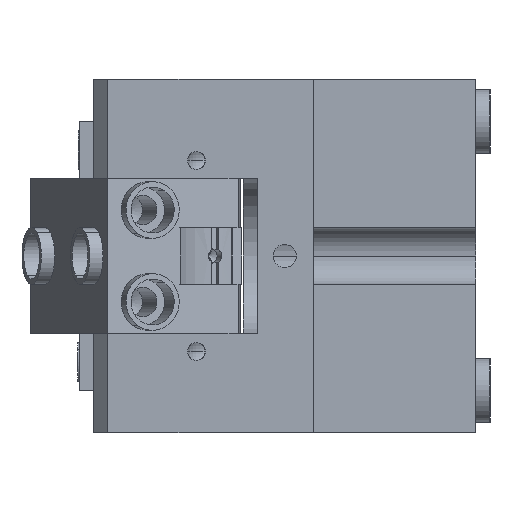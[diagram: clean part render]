
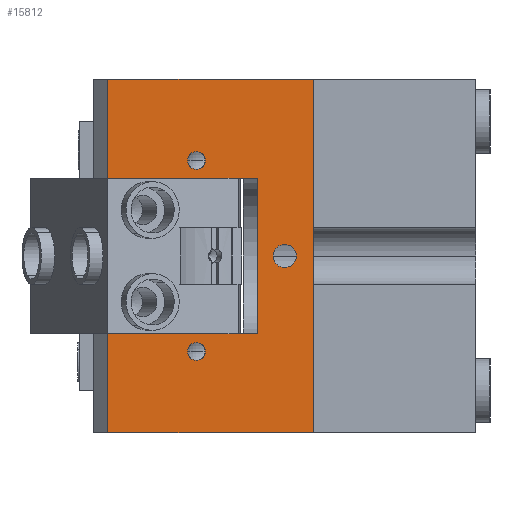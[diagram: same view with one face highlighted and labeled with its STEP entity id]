
A CAD part, left-side view. The second image highlights one B-rep face of the part: STEP entity #15812.
In plain terms, the highlighted planar face has unit normal (-1, 0, 0).
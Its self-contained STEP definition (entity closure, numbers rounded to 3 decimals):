
#407 = AXIS2_PLACEMENT_3D ( 'NONE', #2474, #2487, #2488 ) ;
#408 = AXIS2_PLACEMENT_3D ( 'NONE', #2470, #2484, #2485 ) ;
#409 = AXIS2_PLACEMENT_3D ( 'NONE', #2483, #2489, #2490 ) ;
#2140 = CARTESIAN_POINT ( 'NONE',  ( -45., 18., -25. ) ) ;
#2143 = DIRECTION ( 'NONE',  ( 0., -1., 0. ) ) ;
#2405 = CARTESIAN_POINT ( 'NONE',  ( -45., 47., -25. ) ) ;
#2406 = DIRECTION ( 'NONE',  ( 0., 0., 1. ) ) ;
#2455 = CARTESIAN_POINT ( 'NONE',  ( -45., 25.9, -11. ) ) ;
#2456 = DIRECTION ( 'NONE',  ( 0., 0., 1. ) ) ;
#2468 = CARTESIAN_POINT ( 'NONE',  ( -45., 18., -25. ) ) ;
#2469 = DIRECTION ( 'NONE',  ( 0., 0., 1. ) ) ;
#2470 = CARTESIAN_POINT ( 'NONE',  ( -45., 34.5, 13.5 ) ) ;
#2474 = CARTESIAN_POINT ( 'NONE',  ( -45., 22., 0. ) ) ;
#2479 = CARTESIAN_POINT ( 'NONE',  ( -45., 47., 11. ) ) ;
#2480 = DIRECTION ( 'NONE',  ( 0., -1., 0. ) ) ;
#2483 = CARTESIAN_POINT ( 'NONE',  ( -45., 34.5, -13.5 ) ) ;
#2484 = DIRECTION ( 'NONE',  ( -1., 0., 0. ) ) ;
#2485 = DIRECTION ( 'NONE',  ( 0., 0., 1. ) ) ;
#2486 = CARTESIAN_POINT ( 'NONE',  ( -45., 47., -25. ) ) ;
#2487 = DIRECTION ( 'NONE',  ( -1., 0., 0. ) ) ;
#2488 = DIRECTION ( 'NONE',  ( 0., 0., 1. ) ) ;
#2489 = DIRECTION ( 'NONE',  ( -1., 0., 0. ) ) ;
#2490 = DIRECTION ( 'NONE',  ( 0., 0., 1. ) ) ;
#2491 = CARTESIAN_POINT ( 'NONE',  ( -45., 47., -11. ) ) ;
#2492 = DIRECTION ( 'NONE',  ( 0., -1., 0. ) ) ;
#2493 = CARTESIAN_POINT ( 'NONE',  ( -45., 18., 25. ) ) ;
#2494 = DIRECTION ( 'NONE',  ( 0., -1., 0. ) ) ;
#2499 = DIRECTION ( 'NONE',  ( 0., 0., 1. ) ) ;
#3788 = PLANE ( 'NONE',  #3966 ) ;
#3791 = CARTESIAN_POINT ( 'NONE',  ( -45., 18., -25. ) ) ;
#3966 = AXIS2_PLACEMENT_3D ( 'NONE', #3791, #5091, #5092 ) ;
#4464 = CARTESIAN_POINT ( 'NONE',  ( -45., 22., -1.65 ) ) ;
#4517 = CARTESIAN_POINT ( 'NONE',  ( -45., 34.5, 14.75 ) ) ;
#4647 = CARTESIAN_POINT ( 'NONE',  ( -45., 34.5, -12.25 ) ) ;
#4927 = CARTESIAN_POINT ( 'NONE',  ( -45., 22., 1.65 ) ) ;
#5080 = CARTESIAN_POINT ( 'NONE',  ( -45., 34.5, 12.25 ) ) ;
#5091 = DIRECTION ( 'NONE',  ( -1., 0., 0. ) ) ;
#5092 = DIRECTION ( 'NONE',  ( 0., 0., 1. ) ) ;
#6955 = CARTESIAN_POINT ( 'NONE',  ( -45., 25.9, 11. ) ) ;
#6967 = CARTESIAN_POINT ( 'NONE',  ( -45., 47., 25. ) ) ;
#6988 = CARTESIAN_POINT ( 'NONE',  ( -45., 25.9, -11. ) ) ;
#6996 = CARTESIAN_POINT ( 'NONE',  ( -45., 18., 25. ) ) ;
#7015 = CARTESIAN_POINT ( 'NONE',  ( -45., 18., -25. ) ) ;
#7068 = CARTESIAN_POINT ( 'NONE',  ( -45., 47., -11. ) ) ;
#7105 = CARTESIAN_POINT ( 'NONE',  ( -45., 47., 11. ) ) ;
#7114 = CARTESIAN_POINT ( 'NONE',  ( -45., 47., -25. ) ) ;
#7488 = CARTESIAN_POINT ( 'NONE',  ( -45., 34.5, -14.75 ) ) ;
#7627 = EDGE_LOOP ( 'NONE', ( #11630, #11645 ) ) ;
#8027 = EDGE_LOOP ( 'NONE', ( #11553, #11576, #11575, #11632, #11703, #11727, #11260, #11653 ) ) ;
#8083 = EDGE_LOOP ( 'NONE', ( #11667, #11476 ) ) ;
#8117 = EDGE_LOOP ( 'NONE', ( #11543, #11460 ) ) ;
#8516 = FACE_BOUND ( 'NONE', #8083, .T. ) ;
#8535 = FACE_BOUND ( 'NONE', #7627, .T. ) ;
#8539 = FACE_BOUND ( 'NONE', #8117, .T. ) ;
#8541 = FACE_OUTER_BOUND ( 'NONE', #8027, .T. ) ;
#10074 = CIRCLE ( 'NONE', #16327, 1.25 ) ;
#10185 = CIRCLE ( 'NONE', #16356, 1.65 ) ;
#10229 = CIRCLE ( 'NONE', #16367, 1.25 ) ;
#11260 = ORIENTED_EDGE ( 'NONE', *, *, #15484, .F. ) ;
#11460 = ORIENTED_EDGE ( 'NONE', *, *, #13273, .F. ) ;
#11476 = ORIENTED_EDGE ( 'NONE', *, *, #13373, .F. ) ;
#11543 = ORIENTED_EDGE ( 'NONE', *, *, #15480, .F. ) ;
#11553 = ORIENTED_EDGE ( 'NONE', *, *, #15478, .T. ) ;
#11575 = ORIENTED_EDGE ( 'NONE', *, *, #15483, .F. ) ;
#11576 = ORIENTED_EDGE ( 'NONE', *, *, #15468, .F. ) ;
#11630 = ORIENTED_EDGE ( 'NONE', *, *, #15481, .F. ) ;
#11632 = ORIENTED_EDGE ( 'NONE', *, *, #15445, .F. ) ;
#11645 = ORIENTED_EDGE ( 'NONE', *, *, #13344, .F. ) ;
#11653 = ORIENTED_EDGE ( 'NONE', *, *, #15486, .F. ) ;
#11667 = ORIENTED_EDGE ( 'NONE', *, *, #15482, .F. ) ;
#11703 = ORIENTED_EDGE ( 'NONE', *, *, #15384, .T. ) ;
#11727 = ORIENTED_EDGE ( 'NONE', *, *, #15474, .T. ) ;
#11868 = VERTEX_POINT ( 'NONE', #4517 ) ;
#11936 = VERTEX_POINT ( 'NONE', #4464 ) ;
#11957 = VERTEX_POINT ( 'NONE', #5080 ) ;
#11984 = VERTEX_POINT ( 'NONE', #4927 ) ;
#12063 = VERTEX_POINT ( 'NONE', #4647 ) ;
#12131 = VERTEX_POINT ( 'NONE', #7488 ) ;
#13061 = LINE ( 'NONE', #2140, #13070 ) ;
#13070 = VECTOR ( 'NONE', #2143, 1000. ) ;
#13273 = EDGE_CURVE ( 'NONE', #11957, #11868, #10074, .T. ) ;
#13344 = EDGE_CURVE ( 'NONE', #11936, #11984, #10185, .T. ) ;
#13373 = EDGE_CURVE ( 'NONE', #12131, #12063, #10229, .T. ) ;
#14150 = LINE ( 'NONE', #2405, #14151 ) ;
#14151 = VECTOR ( 'NONE', #2406, 1000. ) ;
#14191 = LINE ( 'NONE', #2455, #14192 ) ;
#14192 = VECTOR ( 'NONE', #2456, 1000. ) ;
#14202 = LINE ( 'NONE', #2468, #14203 ) ;
#14203 = VECTOR ( 'NONE', #2469, 1000. ) ;
#14208 = LINE ( 'NONE', #2479, #14209 ) ;
#14209 = VECTOR ( 'NONE', #2480, 1000. ) ;
#14212 = LINE ( 'NONE', #2491, #14215 ) ;
#14214 = CIRCLE ( 'NONE', #408, 1.25 ) ;
#14215 = VECTOR ( 'NONE', #2492, 1000. ) ;
#14216 = CIRCLE ( 'NONE', #407, 1.65 ) ;
#14217 = LINE ( 'NONE', #2486, #14223 ) ;
#14218 = CIRCLE ( 'NONE', #409, 1.25 ) ;
#14219 = LINE ( 'NONE', #2493, #14220 ) ;
#14220 = VECTOR ( 'NONE', #2494, 1000. ) ;
#14223 = VECTOR ( 'NONE', #2499, 1000. ) ;
#15384 = EDGE_CURVE ( 'NONE', #16650, #16551, #13061, .T. ) ;
#15445 = EDGE_CURVE ( 'NONE', #16650, #16604, #14150, .T. ) ;
#15468 = EDGE_CURVE ( 'NONE', #16524, #16491, #14191, .T. ) ;
#15474 = EDGE_CURVE ( 'NONE', #16551, #16532, #14202, .T. ) ;
#15478 = EDGE_CURVE ( 'NONE', #16641, #16491, #14208, .T. ) ;
#15480 = EDGE_CURVE ( 'NONE', #11868, #11957, #14214, .T. ) ;
#15481 = EDGE_CURVE ( 'NONE', #11984, #11936, #14216, .T. ) ;
#15482 = EDGE_CURVE ( 'NONE', #12063, #12131, #14218, .T. ) ;
#15483 = EDGE_CURVE ( 'NONE', #16604, #16524, #14212, .T. ) ;
#15484 = EDGE_CURVE ( 'NONE', #16503, #16532, #14219, .T. ) ;
#15486 = EDGE_CURVE ( 'NONE', #16641, #16503, #14217, .T. ) ;
#15812 = ADVANCED_FACE ( 'NONE', ( #8535, #8516, #8539, #8541 ), #3788, .T. ) ;
#16327 = AXIS2_PLACEMENT_3D ( 'NONE', #16734, #16736, #16737 ) ;
#16356 = AXIS2_PLACEMENT_3D ( 'NONE', #16950, #16951, #16952 ) ;
#16367 = AXIS2_PLACEMENT_3D ( 'NONE', #17063, #17064, #17065 ) ;
#16491 = VERTEX_POINT ( 'NONE', #6955 ) ;
#16503 = VERTEX_POINT ( 'NONE', #6967 ) ;
#16524 = VERTEX_POINT ( 'NONE', #6988 ) ;
#16532 = VERTEX_POINT ( 'NONE', #6996 ) ;
#16551 = VERTEX_POINT ( 'NONE', #7015 ) ;
#16604 = VERTEX_POINT ( 'NONE', #7068 ) ;
#16641 = VERTEX_POINT ( 'NONE', #7105 ) ;
#16650 = VERTEX_POINT ( 'NONE', #7114 ) ;
#16734 = CARTESIAN_POINT ( 'NONE',  ( -45., 34.5, 13.5 ) ) ;
#16736 = DIRECTION ( 'NONE',  ( -1., 0., 0. ) ) ;
#16737 = DIRECTION ( 'NONE',  ( 0., 0., 1. ) ) ;
#16950 = CARTESIAN_POINT ( 'NONE',  ( -45., 22., 0. ) ) ;
#16951 = DIRECTION ( 'NONE',  ( -1., 0., 0. ) ) ;
#16952 = DIRECTION ( 'NONE',  ( 0., 0., 1. ) ) ;
#17063 = CARTESIAN_POINT ( 'NONE',  ( -45., 34.5, -13.5 ) ) ;
#17064 = DIRECTION ( 'NONE',  ( -1., 0., 0. ) ) ;
#17065 = DIRECTION ( 'NONE',  ( 0., 0., 1. ) ) ;
